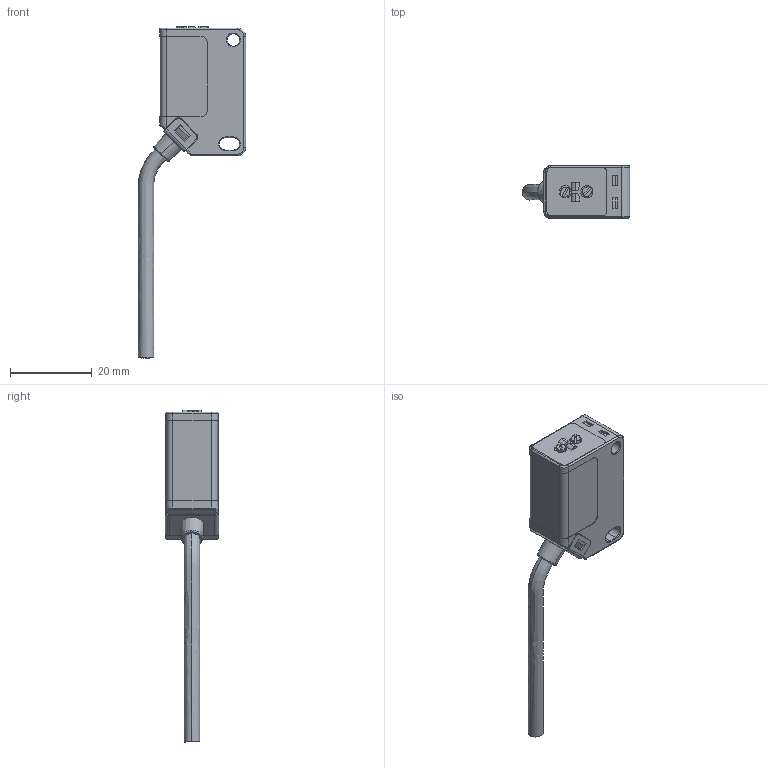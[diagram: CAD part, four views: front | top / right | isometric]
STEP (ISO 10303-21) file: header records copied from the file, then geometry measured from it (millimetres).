
FILE_DESCRIPTION (( 'STEP AP214' ), '1' );
FILE_NAME ('QMRHD-0P-0A.step', '2018-04-12T20:51:52', ( '' ), ( '' ), 'SwSTEP 2.0', 'SolidWorks 2017', '' );
FILE_SCHEMA (( 'AUTOMOTIVE_DESIGN' ));
Length unit declared in the file: inch
Products named in the file (1): QMRHD-0P-0A
Bounding box: 26.2 x 13.01 x 81.1 mm (x, y, z)
Volume: 7705.9 mm3; surface area: 5403.5 mm2
Topology: 9 solids, 9 shells, 258 faces, 649 edges, 420 vertices
Faces by surface type: plane 134, cylinder 100, bspline 14, cone 10
Entity records: 12601 total; most frequent: CARTESIAN_POINT 2843, DIRECTION 1318, ORIENTED_EDGE 1294, EDGE_CURVE 647, AXIS2_PLACEMENT_3D 459, VERTEX_POINT 420, LINE 400, VECTOR 400
